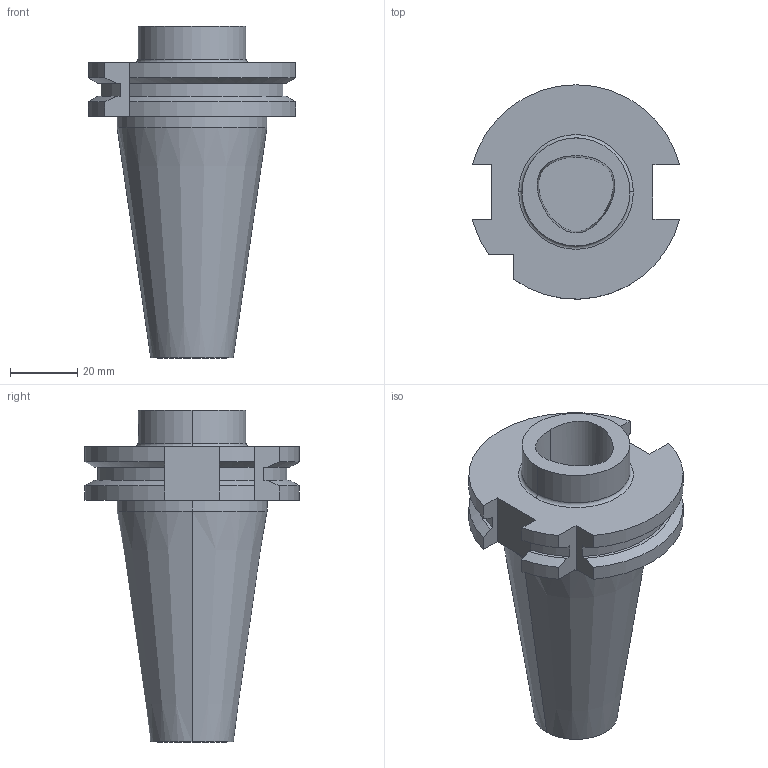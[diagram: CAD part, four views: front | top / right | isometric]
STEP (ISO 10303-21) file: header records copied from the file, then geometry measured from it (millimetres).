
FILE_DESCRIPTION (( 'STEP AP203' ), '1' );
FILE_NAME ('STP-51.501.32.030.STEP', '2021-03-30T02:42:18', ( '' ), ( '' ), 'SwSTEP 2.0', 'SolidWorks 2017', '' );
FILE_SCHEMA (( 'CONFIG_CONTROL_DESIGN' ));
Length unit declared in the file: millimetre
Products named in the file (1): STP-51.501.32.030
Bounding box: 61.48 x 63.54 x 98.4 mm (x, y, z)
Volume: 104042.8 mm3; surface area: 22009.2 mm2
Topology: 1 solids, 1 shells, 63 faces, 153 edges, 97 vertices
Faces by surface type: cylinder 23, plane 22, cone 14, bspline 2, torus 2
Entity records: 2240 total; most frequent: CARTESIAN_POINT 686, DIRECTION 313, ORIENTED_EDGE 302, EDGE_CURVE 151, AXIS2_PLACEMENT_3D 120, VERTEX_POINT 97, VECTOR 73, LINE 73
